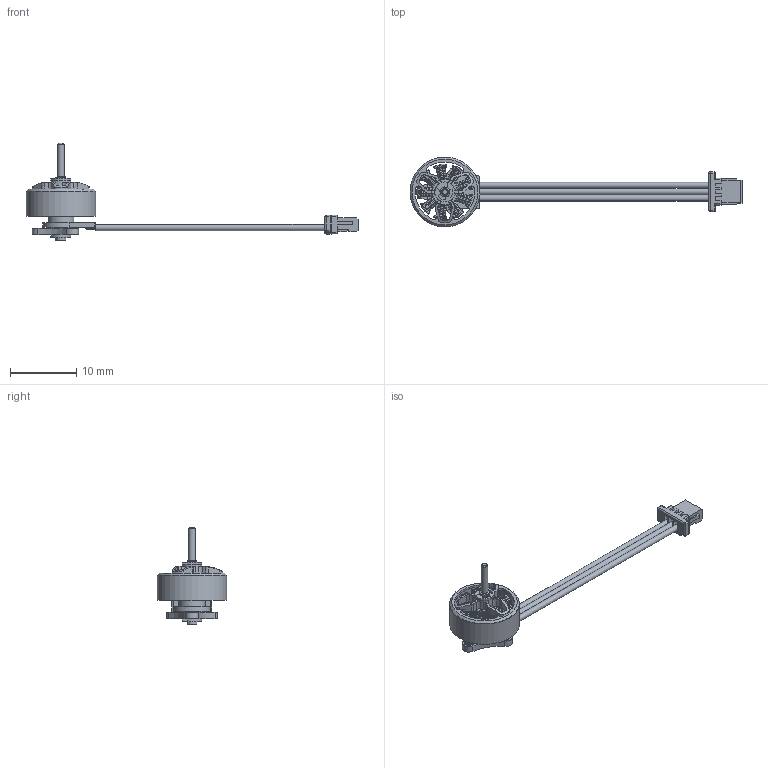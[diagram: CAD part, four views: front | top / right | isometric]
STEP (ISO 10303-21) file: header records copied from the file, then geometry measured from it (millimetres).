
FILE_DESCRIPTION(/* description */ (''),/* implementation_level */ '2;1');
FILE_NAME(/* name */ 'BetaFPV 0802SE.step',/* time_stamp */ '2024-04-25T18:13:42-07:00',/* author */ (''),/* organization */ (''),/* preprocessor_version */ 'ST-DEVELOPER v20',/* originating_system */ 'Autodesk Translation Framework v12.20.1.177',/* authorisation */ '');
FILE_SCHEMA (('AUTOMOTIVE_DESIGN { 1 0 10303 214 3 1 1 }'));
Length unit declared in the file: millimetre
Products named in the file (6): BetaFPV 0802SE; Stator; Motor Bell; 28GA v1; SH1.0 3p Tabbed Plug v2; SHR-03V-S-B v1
Assembly tree (5 placements, depth 3):
  BetaFPV 0802SE
    Stator
    Motor Bell
    28GA v1
    SH1.0 3p Tabbed Plug v2
      SHR-03V-S-B v1
Bounding box: 49.95 x 10.51 x 14.7 mm (x, y, z)
Volume: 378.2 mm3; surface area: 2059 mm2
Topology: 26 solids, 26 shells, 2439 faces, 5321 edges, 2912 vertices
Faces by surface type: bspline 1468, plane 452, cylinder 358, sphere 82, torus 76, cone 3
Full cylindrical faces by diameter (mm): 0.32 x6, 0.4 x3, 0.8 x3, 0.9 x3, 1 x1, 1.3 x2, 1.454 x6, 1.5 x5, 3 x1, 4 x2, 9.85 x1, 10.5 x1, 10.51 x1
Entity records: 118387 total; most frequent: CARTESIAN_POINT 72045, ORIENTED_EDGE 10622, DIRECTION 7443, EDGE_CURVE 5311, VERTEX_POINT 2912, AXIS2_PLACEMENT_3D 2818, EDGE_LOOP 2501, FACE_OUTER_BOUND 2439
